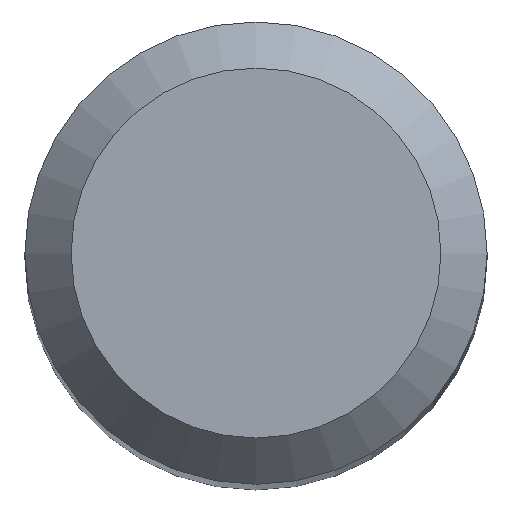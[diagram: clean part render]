
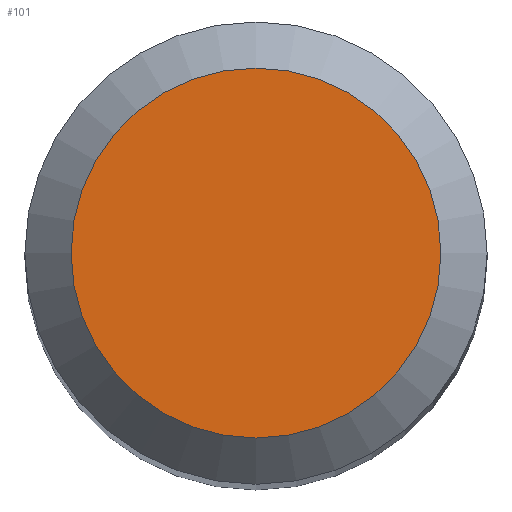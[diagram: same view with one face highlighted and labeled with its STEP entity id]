
A CAD part, top view. The second image highlights one B-rep face of the part: STEP entity #101.
In plain terms, the highlighted planar face has unit normal (0, 0, 1).
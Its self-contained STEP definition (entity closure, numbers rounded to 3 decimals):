
#34 = CIRCLE ( 'NONE', #186, 1.2 ) ;
#46 = AXIS2_PLACEMENT_3D ( 'NONE', #132, #210, #78 ) ;
#75 = PLANE ( 'NONE',  #46 ) ;
#78 = DIRECTION ( 'NONE',  ( 0., 1., 0. ) ) ;
#101 = ADVANCED_FACE ( 'NONE', ( #144 ), #75, .F. ) ;
#114 = VERTEX_POINT ( 'NONE', #175 ) ;
#129 = DIRECTION ( 'NONE',  ( 0., 1., 0. ) ) ;
#132 = CARTESIAN_POINT ( 'NONE',  ( 0., 0., 38. ) ) ;
#144 = FACE_OUTER_BOUND ( 'NONE', #222, .T. ) ;
#153 = ORIENTED_EDGE ( 'NONE', *, *, #192, .F. ) ;
#175 = CARTESIAN_POINT ( 'NONE',  ( 0., 1.2, 38. ) ) ;
#186 = AXIS2_PLACEMENT_3D ( 'NONE', #189, #223, #129 ) ;
#189 = CARTESIAN_POINT ( 'NONE',  ( 0., 0., 38. ) ) ;
#192 = EDGE_CURVE ( 'NONE', #114, #114, #34, .T. ) ;
#210 = DIRECTION ( 'NONE',  ( 0., 0., -1. ) ) ;
#222 = EDGE_LOOP ( 'NONE', ( #153 ) ) ;
#223 = DIRECTION ( 'NONE',  ( 0., 0., -1. ) ) ;
